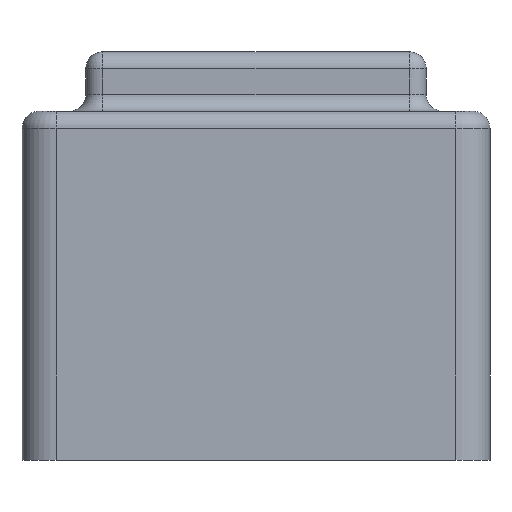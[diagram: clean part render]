
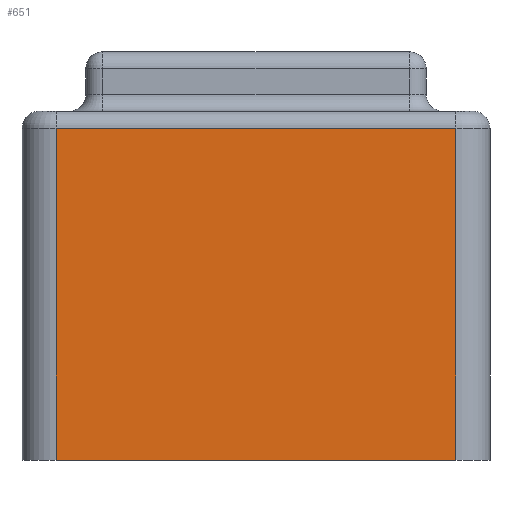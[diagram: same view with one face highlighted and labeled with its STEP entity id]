
A CAD part, front view. The second image highlights one B-rep face of the part: STEP entity #651.
In plain terms, the highlighted planar face has unit normal (0, -1, 0).
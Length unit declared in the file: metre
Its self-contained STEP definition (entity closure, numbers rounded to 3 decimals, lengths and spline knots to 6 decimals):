
#52=LINE('',#1319,#96);
#53=LINE('',#1322,#97);
#54=LINE('',#1324,#98);
#55=LINE('',#1326,#99);
#96=VECTOR('',#1086,1.);
#97=VECTOR('',#1087,1.);
#98=VECTOR('',#1088,1.);
#99=VECTOR('',#1089,1.);
#148=ORIENTED_EDGE('',*,*,#332,.T.);
#149=ORIENTED_EDGE('',*,*,#333,.T.);
#150=ORIENTED_EDGE('',*,*,#334,.F.);
#151=ORIENTED_EDGE('',*,*,#335,.T.);
#332=EDGE_CURVE('',#424,#425,#52,.T.);
#333=EDGE_CURVE('',#425,#426,#53,.T.);
#334=EDGE_CURVE('',#427,#426,#54,.T.);
#335=EDGE_CURVE('',#427,#424,#55,.F.);
#424=VERTEX_POINT('',#1320);
#425=VERTEX_POINT('',#1321);
#426=VERTEX_POINT('',#1323);
#427=VERTEX_POINT('',#1325);
#510=EDGE_LOOP('',(#148,#149,#150,#151));
#554=FACE_BOUND('',#510,.T.);
#597=PLANE('',#974);
#651=ADVANCED_FACE('',(#554),#597,.T.);
#974=AXIS2_PLACEMENT_3D('',#1318,#1084,#1085);
#1084=DIRECTION('',(0.,-1.,0.));
#1085=DIRECTION('',(1.,0.,0.));
#1086=DIRECTION('',(-1.,0.,0.));
#1087=DIRECTION('',(0.,0.,-1.));
#1088=DIRECTION('',(-1.,0.,0.));
#1089=DIRECTION('',(0.,0.,-1.));
#1318=CARTESIAN_POINT('',(0.,-0.01625,0.0205));
#1319=CARTESIAN_POINT('',(0.,-0.01625,0.0195));
#1320=CARTESIAN_POINT('',(0.01175,-0.01625,0.0195));
#1321=CARTESIAN_POINT('',(-0.01175,-0.01625,0.0195));
#1322=CARTESIAN_POINT('',(-0.01175,-0.01625,0.0205));
#1323=CARTESIAN_POINT('',(-0.01175,-0.01625,0.));
#1324=CARTESIAN_POINT('',(0.,-0.01625,0.));
#1325=CARTESIAN_POINT('',(0.01175,-0.01625,0.));
#1326=CARTESIAN_POINT('',(0.01175,-0.01625,0.0195));
